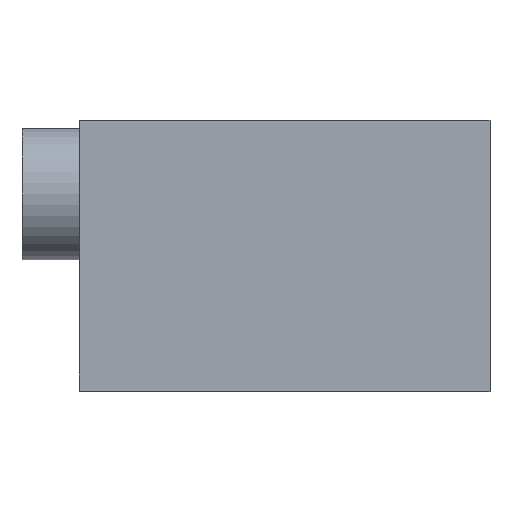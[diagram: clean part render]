
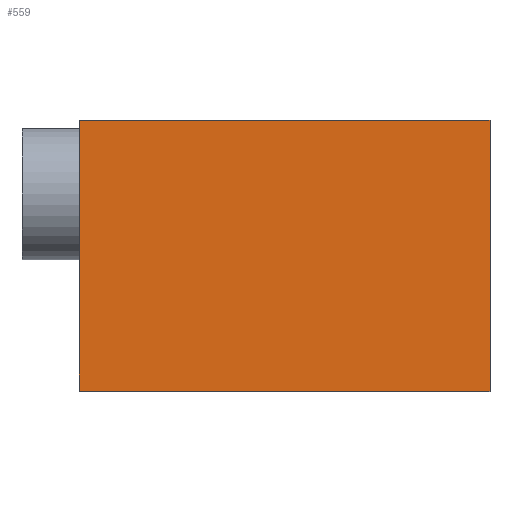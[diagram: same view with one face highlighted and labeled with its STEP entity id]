
A CAD part, top view. The second image highlights one B-rep face of the part: STEP entity #559.
In plain terms, the highlighted planar face has unit normal (0, 0, 1).
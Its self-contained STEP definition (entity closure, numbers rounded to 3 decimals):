
#335=CARTESIAN_POINT('',(5.944,-0.508,7.366));
#334=VERTEX_POINT('',#335);
#345=CARTESIAN_POINT('',(-0.406,-0.508,7.366));
#344=VERTEX_POINT('',#345);
#343=EDGE_CURVE('',#344,#334,#348,.T.);
#348=LINE('',#345,#350);
#350=VECTOR('',#351,6.35);
#351=DIRECTION('',(1.0,0.0,0.0));
#384=CARTESIAN_POINT('',(5.944,3.683,7.366));
#383=VERTEX_POINT('',#384);
#392=EDGE_CURVE('',#334,#383,#397,.T.);
#397=LINE('',#335,#399);
#399=VECTOR('',#400,4.191);
#400=DIRECTION('',(0.0,1.0,0.0));
#433=CARTESIAN_POINT('',(-0.406,3.683,7.366));
#432=VERTEX_POINT('',#433);
#441=EDGE_CURVE('',#383,#432,#446,.T.);
#446=LINE('',#384,#448);
#448=VECTOR('',#449,6.35);
#449=DIRECTION('',(-1.0,0.0,0.0));
#490=EDGE_CURVE('',#432,#344,#495,.T.);
#495=LINE('',#433,#497);
#497=VECTOR('',#498,4.191);
#498=DIRECTION('',(0.0,-1.0,0.0));
#559=ADVANCED_FACE('',(#565),#560,.T.);
#560=PLANE('',#561);
#561=AXIS2_PLACEMENT_3D('',#562,#563,#564);
#562=CARTESIAN_POINT('',(-0.406,-0.508,7.366));
#563=DIRECTION('',(0.0,0.0,1.0));
#564=DIRECTION('',(0.,1.,0.));
#565=FACE_OUTER_BOUND('',#566,.T.);
#566=EDGE_LOOP('',(#567,#577,#587,#597));
#567=ORIENTED_EDGE('',*,*,#343,.T.);
#577=ORIENTED_EDGE('',*,*,#392,.T.);
#587=ORIENTED_EDGE('',*,*,#441,.T.);
#597=ORIENTED_EDGE('',*,*,#490,.T.);
